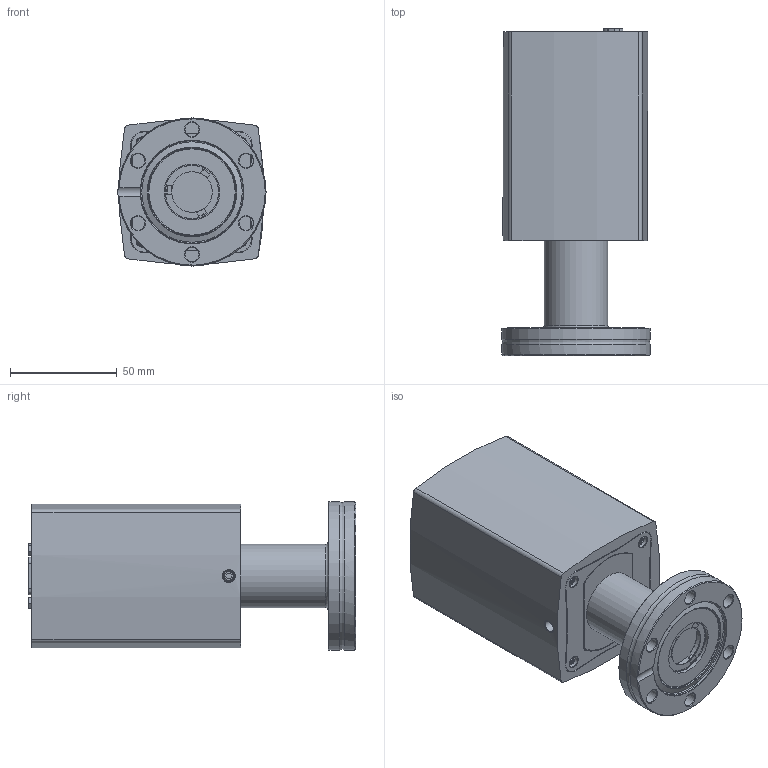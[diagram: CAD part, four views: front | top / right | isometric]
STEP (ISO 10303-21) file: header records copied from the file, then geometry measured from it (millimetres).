
FILE_DESCRIPTION(/* description */ (''),/* implementation_level */ '2;1');
FILE_NAME(/* name */ '315-801_Homepage.stp',/* time_stamp */ '2022-07-05T13:35:08+02:00',/* author */ ('mich010'),/* organization */ (''),/* preprocessor_version */ 'ST-DEVELOPER v18.1',/* originating_system */ 'Autodesk Inventor 2021',/* authorisation */ '');
FILE_SCHEMA (('AUTOMOTIVE_DESIGN { 1 0 10303 214 3 1 1 }'));
Products named in the file (1): Bauteil93
Bounding box: 69.5 x 153.74 x 69.5 mm (x, y, z)
Volume: 505152.7 mm3; surface area: 87987.1 mm2
Topology: 45 solids, 49 shells, 2092 faces, 5442 edges, 3548 vertices
Faces by surface type: plane 1267, cylinder 480, cone 172, bspline 124, torus 35, sphere 14
Full cylindrical faces by diameter (mm): 2.05 x8, 2.156 x2, 2.5 x8, 2.6 x5, 2.7 x8, 2.845 x2, 2.9 x8, 3 x4, 3.2 x2, 3.4 x1, 3.7 x2, 4 x2, 4.2 x1, 5 x4, 5.4 x2, 5.5 x6, 6.3 x2, 6.6 x6, 19 x1, 25 x3, 25.6 x1, 26 x1, 26.2 x2, 26.8 x1, 29.8 x1, 69.5 x2
Entity records: 78716 total; most frequent: CARTESIAN_POINT 25384, ORIENTED_EDGE 10827, DIRECTION 10278, EDGE_CURVE 5418, VERTEX_POINT 3548, AXIS2_PLACEMENT_3D 3428, LINE 3422, VECTOR 3422
